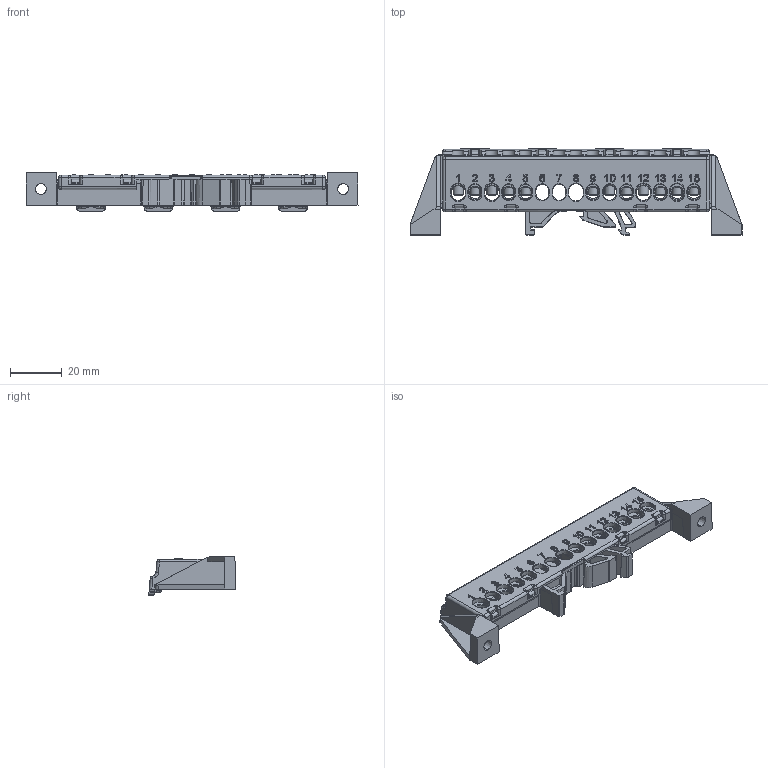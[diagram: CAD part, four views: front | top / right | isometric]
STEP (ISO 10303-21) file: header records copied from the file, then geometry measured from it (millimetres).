
FILE_DESCRIPTION (( 'STEP AP214' ), '1' );
FILE_NAME ('KSN-2-6x9 (05+07).STEP', '2023-11-03T11:47:47', ( '' ), ( '' ), 'SwSTEP 2.0', 'SolidWorks 2022', '' );
FILE_SCHEMA (( 'AUTOMOTIVE_DESIGN' ));
Length unit declared in the file: millimetre
Products named in the file (8): Cover 15_obr; Holder 15-уклон_уклоны; Винт М4х8; BHBT-3-6x9.05.01; KSN-2-6x9 (05+07); BHBT-3-6x9.07.00; BHBT-3-6x9.07.01; BHBT-3-6x9.05.00_изм.151214
Assembly tree (18 placements, depth 3):
  KSN-2-6x9 (05+07)
    Holder 15-уклон_уклоны
    Cover 15_obr
    BHBT-3-6x9.05.00_изм.151214
      BHBT-3-6x9.05.01
      Винт М4х8  x5
    BHBT-3-6x9.07.00
      BHBT-3-6x9.07.01
      Винт М4х8  x7
Bounding box: 128.13 x 33.38 x 14.7 mm (x, y, z)
Volume: 17985.4 mm3; surface area: 23817.2 mm2
Topology: 16 solids, 16 shells, 1837 faces, 5014 edges, 3207 vertices
Faces by surface type: plane 907, cylinder 452, bspline 167, cone 164, torus 131, sphere 16
Entity records: 56952 total; most frequent: CARTESIAN_POINT 19800, ORIENTED_EDGE 8376, DIRECTION 6679, EDGE_CURVE 4188, VERTEX_POINT 2677, LINE 2581, VECTOR 2581, AXIS2_PLACEMENT_3D 2049
